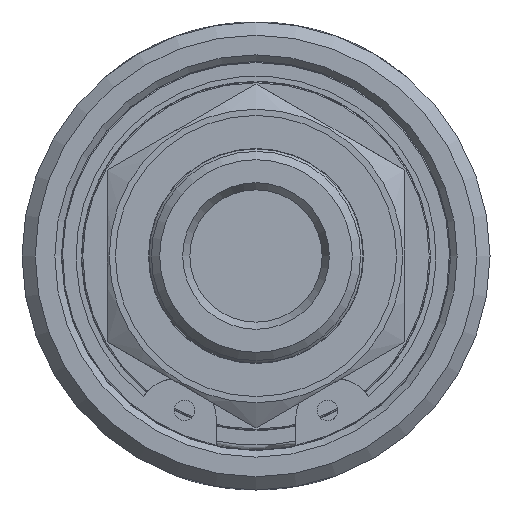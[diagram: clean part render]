
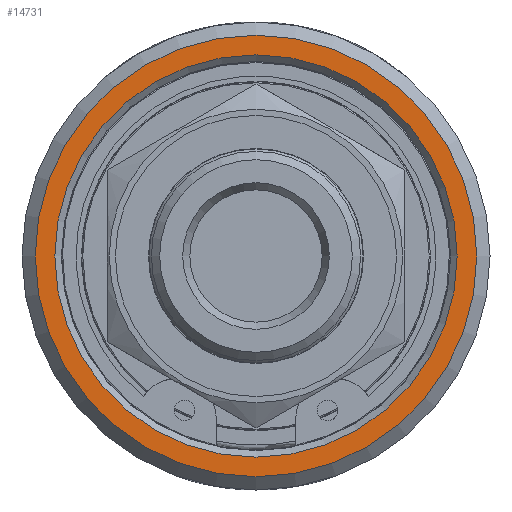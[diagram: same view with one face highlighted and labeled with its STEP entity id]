
A CAD part, left-side view. The second image highlights one B-rep face of the part: STEP entity #14731.
In plain terms, the highlighted planar face has unit normal (-1, 0, 0).
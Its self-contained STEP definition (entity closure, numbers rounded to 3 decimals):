
#14685=CARTESIAN_POINT('',(33.56,0.,24.33));
#14686=VERTEX_POINT('',#14685);
#14687=CARTESIAN_POINT('',(33.56,0.0,0.0));
#14688=DIRECTION('',(-1.0,0.0,0.0));
#14689=DIRECTION('',(0.0,0.0,-1.0));
#14690=AXIS2_PLACEMENT_3D('',#14687,#14688,#14689);
#14691=CIRCLE('',#14690,24.33);
#14692=EDGE_CURVE('',#14686,#14686,#14691,.T.);
#14712=CARTESIAN_POINT('',(33.56,0.0,0.0));
#14713=DIRECTION('',(-1.0,0.0,0.0));
#14714=DIRECTION('',(0.0,0.0,1.0));
#14715=AXIS2_PLACEMENT_3D('',#14712,#14713,#14714);
#14716=PLANE('',#14715);
#14717=CARTESIAN_POINT('',(33.56,26.7,0.));
#14718=VERTEX_POINT('',#14717);
#14719=CARTESIAN_POINT('',(33.56,0.0,0.0));
#14720=DIRECTION('',(1.0,0.0,0.0));
#14721=DIRECTION('',(0.0,-1.0,0.0));
#14722=AXIS2_PLACEMENT_3D('',#14719,#14720,#14721);
#14723=CIRCLE('',#14722,26.7);
#14724=EDGE_CURVE('',#14718,#14718,#14723,.T.);
#14725=ORIENTED_EDGE('',*,*,#14724,.F.);
#14726=EDGE_LOOP('',(#14725));
#14727=FACE_OUTER_BOUND('',#14726,.T.);
#14728=ORIENTED_EDGE('',*,*,#14692,.F.);
#14729=EDGE_LOOP('',(#14728));
#14730=FACE_BOUND('',#14729,.T.);
#14731=ADVANCED_FACE('',(#14727,#14730),#14716,.T.);
